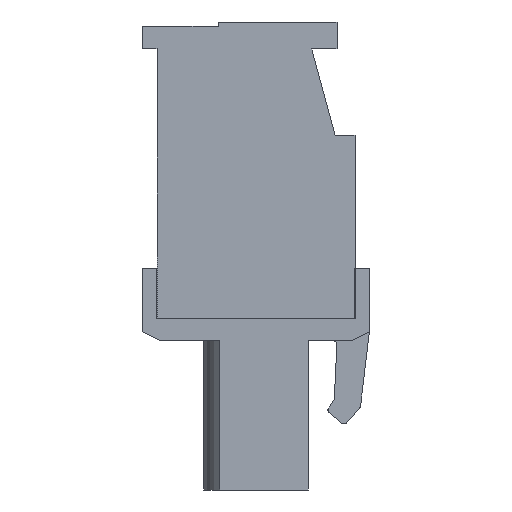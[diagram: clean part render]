
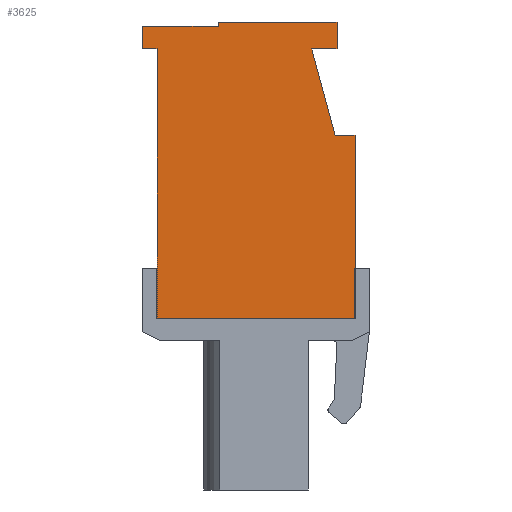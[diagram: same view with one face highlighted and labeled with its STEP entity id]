
A CAD part, left-side view. The second image highlights one B-rep face of the part: STEP entity #3625.
In plain terms, the highlighted planar face has unit normal (-1, 0, 0).
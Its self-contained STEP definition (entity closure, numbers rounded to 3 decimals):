
#3625 = ADVANCED_FACE( '', ( #7284 ), #7285, .T. );
#7284 = FACE_OUTER_BOUND( '', #10936, .T. );
#7285 = PLANE( '', #10937 );
#10936 = EDGE_LOOP( '', ( #21201, #21202, #21203, #21204, #21205, #21206, #21207, #21208, #21209, #21210, #21211, #21212 ) );
#10937 = AXIS2_PLACEMENT_3D( '', #21213, #21214, #21215 );
#21201 = ORIENTED_EDGE( '', *, *, #25819, .T. );
#21202 = ORIENTED_EDGE( '', *, *, #26413, .T. );
#21203 = ORIENTED_EDGE( '', *, *, #26486, .T. );
#21204 = ORIENTED_EDGE( '', *, *, #26367, .T. );
#21205 = ORIENTED_EDGE( '', *, *, #24083, .T. );
#21206 = ORIENTED_EDGE( '', *, *, #26487, .T. );
#21207 = ORIENTED_EDGE( '', *, *, #25280, .T. );
#21208 = ORIENTED_EDGE( '', *, *, #26007, .T. );
#21209 = ORIENTED_EDGE( '', *, *, #25528, .T. );
#21210 = ORIENTED_EDGE( '', *, *, #26488, .T. );
#21211 = ORIENTED_EDGE( '', *, *, #25317, .T. );
#21212 = ORIENTED_EDGE( '', *, *, #25809, .T. );
#21213 = CARTESIAN_POINT( '', ( -25.4, 0., 0. ) );
#21214 = DIRECTION( '', ( -1., 0., 0. ) );
#21215 = DIRECTION( '', ( 0., 0., 1. ) );
#24083 = EDGE_CURVE( '', #29718, #29719, #29720, .T. );
#25280 = EDGE_CURVE( '', #31474, #31472, #31475, .T. );
#25317 = EDGE_CURVE( '', #31530, #31531, #31532, .T. );
#25528 = EDGE_CURVE( '', #31816, #31814, #31817, .T. );
#25809 = EDGE_CURVE( '', #31531, #32166, #32167, .T. );
#25819 = EDGE_CURVE( '', #32166, #32179, #32180, .T. );
#26007 = EDGE_CURVE( '', #31472, #31816, #32404, .T. );
#26367 = EDGE_CURVE( '', #32814, #29718, #32815, .T. );
#26413 = EDGE_CURVE( '', #32179, #32864, #32865, .T. );
#26486 = EDGE_CURVE( '', #32864, #32814, #32945, .T. );
#26487 = EDGE_CURVE( '', #29719, #31474, #32946, .T. );
#26488 = EDGE_CURVE( '', #31814, #31530, #32947, .T. );
#29718 = VERTEX_POINT( '', #37555 );
#29719 = VERTEX_POINT( '', #37556 );
#29720 = LINE( '', #37557, #37558 );
#31472 = VERTEX_POINT( '', #40185 );
#31474 = VERTEX_POINT( '', #40188 );
#31475 = LINE( '', #40189, #40190 );
#31530 = VERTEX_POINT( '', #40278 );
#31531 = VERTEX_POINT( '', #40279 );
#31532 = LINE( '', #40280, #40281 );
#31814 = VERTEX_POINT( '', #40706 );
#31816 = VERTEX_POINT( '', #40709 );
#31817 = LINE( '', #40710, #40711 );
#32166 = VERTEX_POINT( '', #41231 );
#32167 = LINE( '', #41232, #41233 );
#32179 = VERTEX_POINT( '', #41250 );
#32180 = LINE( '', #41251, #41252 );
#32404 = LINE( '', #41598, #41599 );
#32814 = VERTEX_POINT( '', #42189 );
#32815 = LINE( '', #42190, #42191 );
#32864 = VERTEX_POINT( '', #42257 );
#32865 = LINE( '', #42258, #42259 );
#32945 = LINE( '', #42368, #42369 );
#32946 = LINE( '', #42370, #42371 );
#32947 = LINE( '', #42372, #42373 );
#37555 = CARTESIAN_POINT( '', ( -25.4, 6.3, 8.75 ) );
#37556 = CARTESIAN_POINT( '', ( -25.4, 6.3, 7.5 ) );
#37557 = CARTESIAN_POINT( '', ( -25.4, 6.3, 8.75 ) );
#37558 = VECTOR( '', #44262, 1000. );
#40185 = CARTESIAN_POINT( '', ( -25.4, 5.5, -7.5 ) );
#40188 = CARTESIAN_POINT( '', ( -25.4, 5.5, 7.5 ) );
#40189 = CARTESIAN_POINT( '', ( -25.4, 5.5, 7.5 ) );
#40190 = VECTOR( '', #45276, 1000. );
#40278 = CARTESIAN_POINT( '', ( -25.4, -4.4, 2.7 ) );
#40279 = CARTESIAN_POINT( '', ( -25.4, -3.1, 7.5 ) );
#40280 = CARTESIAN_POINT( '', ( -25.4, -4.4, 2.7 ) );
#40281 = VECTOR( '', #45310, 1000. );
#40706 = CARTESIAN_POINT( '', ( -25.4, -5.5, 2.7 ) );
#40709 = CARTESIAN_POINT( '', ( -25.4, -5.5, -7.5 ) );
#40710 = CARTESIAN_POINT( '', ( -25.4, -5.5, -7.5 ) );
#40711 = VECTOR( '', #45479, 1000. );
#41231 = CARTESIAN_POINT( '', ( -25.4, -4.5, 7.5 ) );
#41232 = CARTESIAN_POINT( '', ( -25.4, -3.1, 7.5 ) );
#41233 = VECTOR( '', #45690, 1000. );
#41250 = CARTESIAN_POINT( '', ( -25.4, -4.5, 9. ) );
#41251 = CARTESIAN_POINT( '', ( -25.4, -4.5, 7.5 ) );
#41252 = VECTOR( '', #45696, 1000. );
#41598 = CARTESIAN_POINT( '', ( -25.4, 5.5, -7.5 ) );
#41599 = VECTOR( '', #45828, 1000. );
#42189 = CARTESIAN_POINT( '', ( -25.4, 2.1, 8.75 ) );
#42190 = CARTESIAN_POINT( '', ( -25.4, 2.1, 8.75 ) );
#42191 = VECTOR( '', #46069, 1000. );
#42257 = CARTESIAN_POINT( '', ( -25.4, 2.1, 9. ) );
#42258 = CARTESIAN_POINT( '', ( -25.4, -4.5, 9. ) );
#42259 = VECTOR( '', #46090, 1000. );
#42368 = CARTESIAN_POINT( '', ( -25.4, 2.1, 9. ) );
#42369 = VECTOR( '', #46123, 1000. );
#42370 = CARTESIAN_POINT( '', ( -25.4, 6.3, 7.5 ) );
#42371 = VECTOR( '', #46124, 1000. );
#42372 = CARTESIAN_POINT( '', ( -25.4, -5.5, 2.7 ) );
#42373 = VECTOR( '', #46125, 1000. );
#44262 = DIRECTION( '', ( 0., 0., -1. ) );
#45276 = DIRECTION( '', ( 0., 0., -1. ) );
#45310 = DIRECTION( '', ( 0., 0.261, 0.965 ) );
#45479 = DIRECTION( '', ( 0., 0., 1. ) );
#45690 = DIRECTION( '', ( 0., -1., 0. ) );
#45696 = DIRECTION( '', ( 0., 0., 1. ) );
#45828 = DIRECTION( '', ( 0., -1., 0. ) );
#46069 = DIRECTION( '', ( 0., 1., 0. ) );
#46090 = DIRECTION( '', ( 0., 1., 0. ) );
#46123 = DIRECTION( '', ( 0., 0., -1. ) );
#46124 = DIRECTION( '', ( 0., -1., 0. ) );
#46125 = DIRECTION( '', ( 0., 1., 0. ) );
